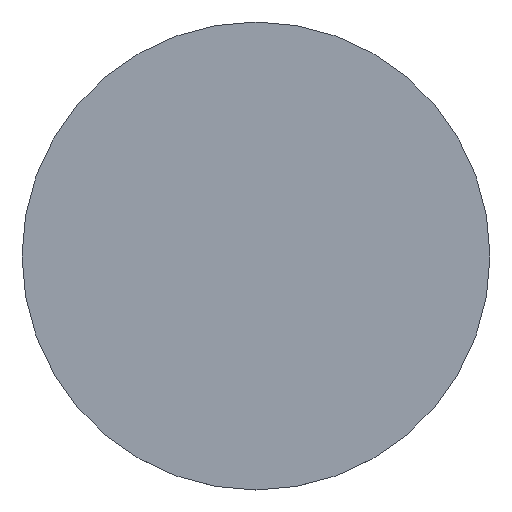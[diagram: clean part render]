
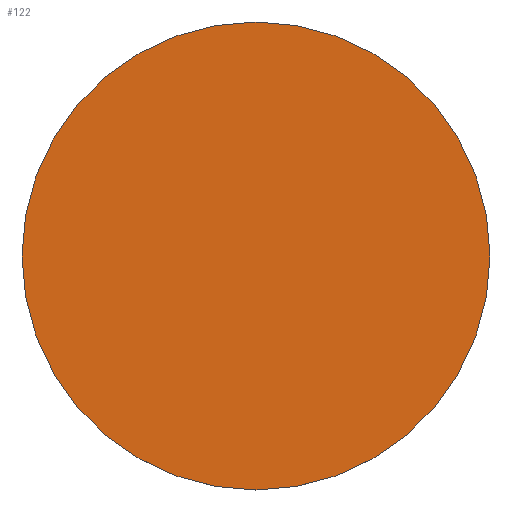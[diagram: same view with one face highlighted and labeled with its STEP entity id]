
A CAD part, top view. The second image highlights one B-rep face of the part: STEP entity #122.
In plain terms, the highlighted planar face has unit normal (0, 0, 1).
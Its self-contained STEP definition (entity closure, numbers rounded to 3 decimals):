
#5 = VERTEX_POINT ( 'NONE', #28 ) ;
#15 = CARTESIAN_POINT ( 'NONE',  ( 0., 0., 0.625 ) ) ;
#23 = VERTEX_POINT ( 'NONE', #102 ) ;
#27 = FACE_OUTER_BOUND ( 'NONE', #145, .T. ) ;
#28 = CARTESIAN_POINT ( 'NONE',  ( 37.5, 0., 0.625 ) ) ;
#44 = AXIS2_PLACEMENT_3D ( 'NONE', #147, #112, #87 ) ;
#53 = CIRCLE ( 'NONE', #91, 37.5 ) ;
#71 = EDGE_CURVE ( 'NONE', #23, #5, #53, .T. ) ;
#72 = ORIENTED_EDGE ( 'NONE', *, *, #140, .T. ) ;
#87 = DIRECTION ( 'NONE',  ( 1., 0., 0. ) ) ;
#89 = DIRECTION ( 'NONE',  ( 1., 0., 0. ) ) ;
#91 = AXIS2_PLACEMENT_3D ( 'NONE', #15, #129, #109 ) ;
#99 = PLANE ( 'NONE',  #44 ) ;
#102 = CARTESIAN_POINT ( 'NONE',  ( -37.5, 0., 0.625 ) ) ;
#109 = DIRECTION ( 'NONE',  ( 1., 0., 0. ) ) ;
#112 = DIRECTION ( 'NONE',  ( 0., 0., 1. ) ) ;
#113 = AXIS2_PLACEMENT_3D ( 'NONE', #154, #167, #89 ) ;
#122 = ADVANCED_FACE ( 'NONE', ( #27 ), #99, .T. ) ;
#129 = DIRECTION ( 'NONE',  ( 0., 0., 1. ) ) ;
#140 = EDGE_CURVE ( 'NONE', #5, #23, #141, .T. ) ;
#141 = CIRCLE ( 'NONE', #113, 37.5 ) ;
#145 = EDGE_LOOP ( 'NONE', ( #156, #72 ) ) ;
#147 = CARTESIAN_POINT ( 'NONE',  ( 0., 0., 0.625 ) ) ;
#154 = CARTESIAN_POINT ( 'NONE',  ( 0., 0., 0.625 ) ) ;
#156 = ORIENTED_EDGE ( 'NONE', *, *, #71, .T. ) ;
#167 = DIRECTION ( 'NONE',  ( 0., 0., 1. ) ) ;
